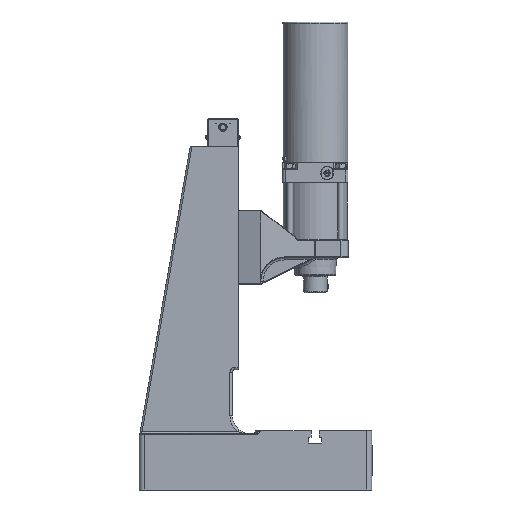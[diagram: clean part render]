
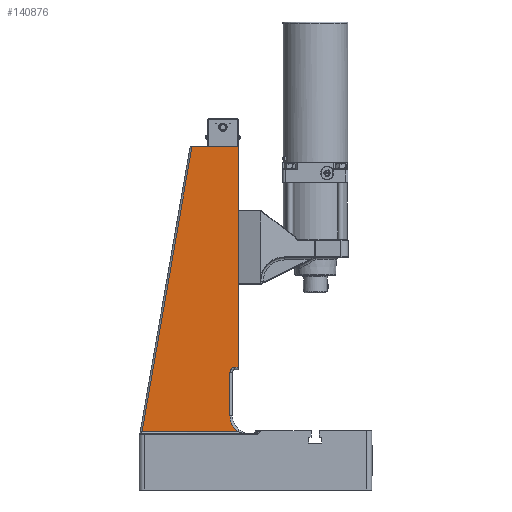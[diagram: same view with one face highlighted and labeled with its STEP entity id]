
A CAD part, left-side view. The second image highlights one B-rep face of the part: STEP entity #140876.
In plain terms, the highlighted planar face has unit normal (-1, 0, 0).
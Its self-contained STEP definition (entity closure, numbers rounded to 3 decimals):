
#8838=LINE('',#204167,#22728);
#9034=LINE('',#205232,#22924);
#9042=LINE('',#205397,#22932);
#9045=LINE('',#205405,#22935);
#9046=LINE('',#205409,#22936);
#9047=LINE('',#205412,#22937);
#22728=VECTOR('',#163262,78.155);
#22924=VECTOR('',#164182,487.819);
#22932=VECTOR('',#164216,372.);
#22935=VECTOR('',#164223,161.04);
#22936=VECTOR('',#164226,74.);
#22937=VECTOR('',#164229,6.);
#39225=FACE_OUTER_BOUND('',#46899,.T.);
#46899=EDGE_LOOP('',(#102801,#102802,#102803,#102804,#102805,#102806,#102807,
#102808));
#52562=CIRCLE('',#148174,34.);
#52563=CIRCLE('',#148175,8.);
#58706=VERTEX_POINT('',#204164);
#58707=VERTEX_POINT('',#204166);
#58948=VERTEX_POINT('',#205230);
#58958=VERTEX_POINT('',#205396);
#58961=VERTEX_POINT('',#205404);
#58962=VERTEX_POINT('',#205406);
#58963=VERTEX_POINT('',#205408);
#58964=VERTEX_POINT('',#205410);
#74454=EDGE_CURVE('',#58706,#58707,#8838,.T.);
#74859=EDGE_CURVE('',#58948,#58706,#9034,.T.);
#74879=EDGE_CURVE('',#58958,#58707,#9042,.T.);
#74883=EDGE_CURVE('',#58961,#58948,#9045,.T.);
#74884=EDGE_CURVE('',#58962,#58961,#52562,.T.);
#74885=EDGE_CURVE('',#58963,#58962,#9046,.T.);
#74886=EDGE_CURVE('',#58964,#58963,#52563,.T.);
#74887=EDGE_CURVE('',#58958,#58964,#9047,.T.);
#102801=ORIENTED_EDGE('',*,*,#74859,.F.);
#102802=ORIENTED_EDGE('',*,*,#74883,.F.);
#102803=ORIENTED_EDGE('',*,*,#74884,.F.);
#102804=ORIENTED_EDGE('',*,*,#74885,.F.);
#102805=ORIENTED_EDGE('',*,*,#74886,.F.);
#102806=ORIENTED_EDGE('',*,*,#74887,.F.);
#102807=ORIENTED_EDGE('',*,*,#74879,.T.);
#102808=ORIENTED_EDGE('',*,*,#74454,.F.);
#127973=PLANE('',#148173);
#140876=ADVANCED_FACE('',(#39225),#127973,.T.);
#148173=AXIS2_PLACEMENT_3D('',#205403,#164221,#164222);
#148174=AXIS2_PLACEMENT_3D('',#205407,#164224,#164225);
#148175=AXIS2_PLACEMENT_3D('',#205411,#164227,#164228);
#163262=DIRECTION('',(0.,-1.,0.));
#164182=DIRECTION('',(0.,-0.173,0.985));
#164216=DIRECTION('',(0.,0.,1.));
#164221=DIRECTION('center_axis',(-1.,0.,0.));
#164222=DIRECTION('ref_axis',(0.,0.,1.));
#164223=DIRECTION('',(0.,1.,0.));
#164224=DIRECTION('center_axis',(-1.,0.,0.));
#164225=DIRECTION('ref_axis',(0.,0.857,-0.515));
#164226=DIRECTION('',(0.,0.,-1.));
#164227=DIRECTION('center_axis',(-1.,0.,0.));
#164228=DIRECTION('ref_axis',(0.,0.707,0.707));
#164229=DIRECTION('',(0.,1.,0.));
#204164=CARTESIAN_POINT('',(-63.,110.655,531.));
#204166=CARTESIAN_POINT('',(-63.,32.5,531.));
#204167=CARTESIAN_POINT('',(-63.,138.125,531.));
#205230=CARTESIAN_POINT('',(-63.,194.841,50.5));
#205232=CARTESIAN_POINT('',(-63.,195.545,46.482));
#205396=CARTESIAN_POINT('',(-63.,32.5,159.));
#205397=CARTESIAN_POINT('',(-63.,32.5,155.));
#205403=CARTESIAN_POINT('Origin',(-63.,198.5,47.));
#205404=CARTESIAN_POINT('',(-63.,33.801,50.5));
#205405=CARTESIAN_POINT('',(-63.,101.,50.5));
#205406=CARTESIAN_POINT('',(-63.,46.5,77.));
#205407=CARTESIAN_POINT('Origin',(-63.,12.5,77.));
#205408=CARTESIAN_POINT('',(-63.,46.5,151.));
#205409=CARTESIAN_POINT('',(-63.,46.5,47.));
#205410=CARTESIAN_POINT('',(-63.,38.5,159.));
#205411=CARTESIAN_POINT('Origin',(-63.,38.5,151.));
#205412=CARTESIAN_POINT('',(-63.,120.5,159.));
